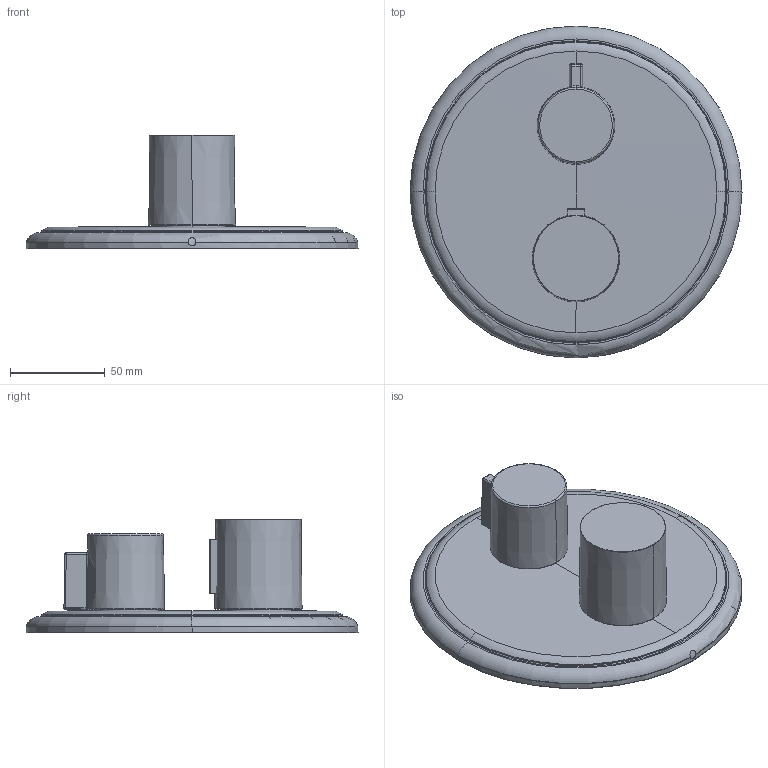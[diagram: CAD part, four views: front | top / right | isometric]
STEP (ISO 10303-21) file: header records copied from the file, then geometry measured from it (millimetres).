
FILE_DESCRIPTION (( 'STEP AP203' ), '1' );
FILE_NAME ('36427977-00.STEP', '2018-07-03T15:16:49', ( '' ), ( '' ), 'SwSTEP 2.0', 'SolidWorks 2017', '' );
FILE_SCHEMA (( 'CONFIG_CONTROL_DESIGN' ));
Length unit declared in the file: millimetre
Products named in the file (7): Planungsmodell_Griff-+-09.17.33.004.94-01_-_K1; Planungsmodell_Griffstück-+-09.17.33.004.94-02_-_K1; Planungsmodell_Rohr_gerade-+-28.568.780-10_ _K154_35x5; Planungsmodell_Griff-+-09.20.67.006-01_-_K1; 36427977-00; Planungsmodell_Platte-+-09.11.02.307.90-01_K1; Planungsmodell_Griff-+-04.17.33.004.00.94-01_-_K1
Assembly tree (6 placements, depth 3):
  36427977-00
    Planungsmodell_Platte-+-09.11.02.307.90-01_K1
    Planungsmodell_Griff-+-04.17.33.004.00.94-01_-_K1
      Planungsmodell_Griff-+-09.17.33.004.94-01_-_K1
      Planungsmodell_Griffstück-+-09.17.33.004.94-02_-_K1
    Planungsmodell_Rohr_gerade-+-28.568.780-10_ _K154_35x5
    Planungsmodell_Griff-+-09.20.67.006-01_-_K1
Bounding box: 174.99 x 174.99 x 60.01 mm (x, y, z)
Volume: 398833.2 mm3; surface area: 73720.7 mm2
Topology: 5 solids, 5 shells, 85 faces, 174 edges, 97 vertices
Faces by surface type: torus 27, plane 19, cylinder 17, cone 8, sphere 7, bspline 7
Entity records: 3363 total; most frequent: CARTESIAN_POINT 867, DIRECTION 423, ORIENTED_EDGE 340, AXIS2_PLACEMENT_3D 189, EDGE_CURVE 170, CIRCLE 101, VERTEX_POINT 97, EDGE_LOOP 87
